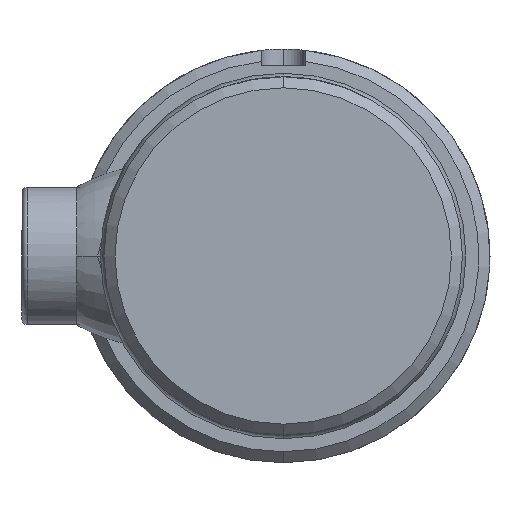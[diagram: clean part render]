
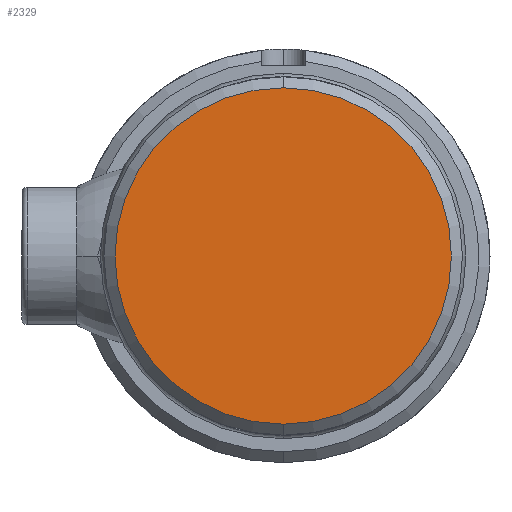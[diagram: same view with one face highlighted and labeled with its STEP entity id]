
A CAD part, left-side view. The second image highlights one B-rep face of the part: STEP entity #2329.
In plain terms, the highlighted planar face has unit normal (-1, 0, 0).
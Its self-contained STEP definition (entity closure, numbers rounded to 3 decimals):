
#124 = ORIENTED_EDGE ( 'NONE', *, *, #1918, .T. ) ;
#147 = VERTEX_POINT ( 'NONE', #271 ) ;
#224 = ORIENTED_EDGE ( 'NONE', *, *, #275, .T. ) ;
#271 = CARTESIAN_POINT ( 'NONE',  ( 0., 0., 30.5 ) ) ;
#275 = EDGE_CURVE ( 'NONE', #669, #147, #561, .T. ) ;
#561 = CIRCLE ( 'NONE', #1902, 30.5 ) ;
#563 = CARTESIAN_POINT ( 'NONE',  ( 0., 0., -30.5 ) ) ;
#665 = EDGE_LOOP ( 'NONE', ( #224, #124 ) ) ;
#669 = VERTEX_POINT ( 'NONE', #563 ) ;
#774 = DIRECTION ( 'NONE',  ( 0., 0., -1. ) ) ;
#792 = DIRECTION ( 'NONE',  ( -1., 0., 0. ) ) ;
#808 = CIRCLE ( 'NONE', #2000, 30.5 ) ;
#817 = CARTESIAN_POINT ( 'NONE',  ( 0., 0., 0. ) ) ;
#1494 = DIRECTION ( 'NONE',  ( 0., 0., -1. ) ) ;
#1503 = DIRECTION ( 'NONE',  ( 1., 0., 0. ) ) ;
#1506 = PLANE ( 'NONE',  #1814 ) ;
#1523 = CARTESIAN_POINT ( 'NONE',  ( 0., 0., 0. ) ) ;
#1814 = AXIS2_PLACEMENT_3D ( 'NONE', #1523, #1503, #1494 ) ;
#1902 = AXIS2_PLACEMENT_3D ( 'NONE', #817, #792, #774 ) ;
#1918 = EDGE_CURVE ( 'NONE', #147, #669, #808, .T. ) ;
#2000 = AXIS2_PLACEMENT_3D ( 'NONE', #2052, #2048, #2046 ) ;
#2046 = DIRECTION ( 'NONE',  ( 0., 0., -1. ) ) ;
#2048 = DIRECTION ( 'NONE',  ( -1., 0., 0. ) ) ;
#2052 = CARTESIAN_POINT ( 'NONE',  ( 0., 0., 0. ) ) ;
#2259 = FACE_OUTER_BOUND ( 'NONE', #665, .T. ) ;
#2329 = ADVANCED_FACE ( 'NONE', ( #2259 ), #1506, .F. ) ;
